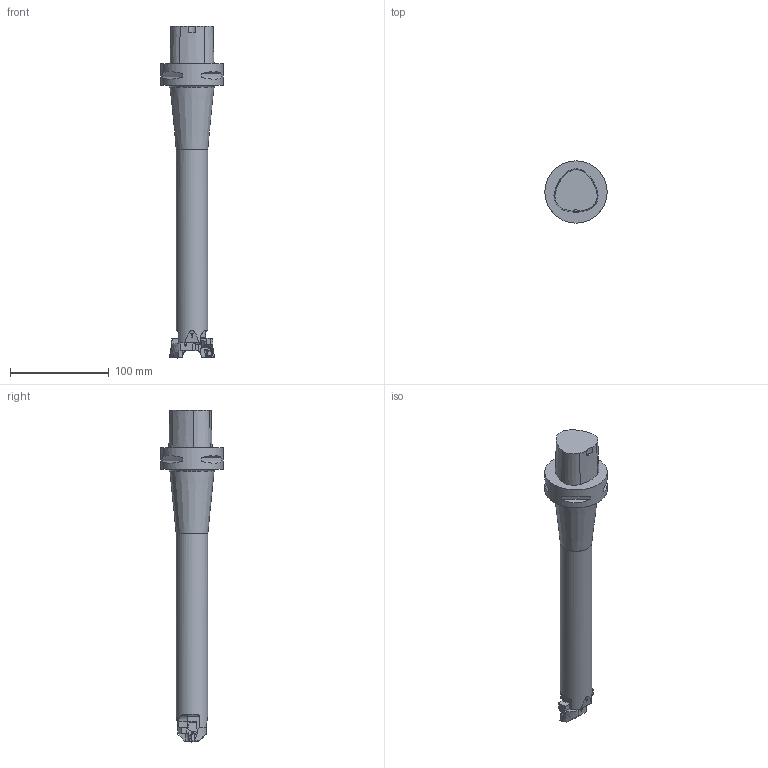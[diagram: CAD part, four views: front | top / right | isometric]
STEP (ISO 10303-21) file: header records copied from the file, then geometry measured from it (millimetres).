
FILE_DESCRIPTION(/* description */ (''),/* implementation_level */ '2;1');
FILE_NAME(/* name */ '1548168474688.stp',/* time_stamp */ '2019-01-22T15:48:12+01:00',/* author */ (''),/* organization */ ('SMS'),/* preprocessor_version */ 'ST-DEVELOPER v15',/* originating_system */ 'SIEMENS PLM Software NX 8.5',/* authorisation */ '');
FILE_SCHEMA (('AUTOMOTIVE_DESIGN { 1 0 10303 214 3 1 1 1 }'));
Length unit declared in the file: millimetre
Products named in the file (10): ASSEMBLY_CONSTRUCTION; 201029640mod000_00; 201012472mod000_00; 201028689mod000_00; 201108723mod000_00; 201029698mod000_01; 201028709mod000_01; 202019160mod000_00
Assembly tree (10 placements, depth 3):
  202019160mod000_00
    201028709mod000_01
      201028689mod000_00
      201012472mod000_00
      ASSEMBLY_CONSTRUCTION
    201029698mod000_01
      201029640mod000_00
      201012472mod000_00
      ASSEMBLY_CONSTRUCTION
    201108723mod000_00
    ASSEMBLY_CONSTRUCTION
Bounding box: 63 x 63 x 335.84 mm (x, y, z)
Volume: 359768.3 mm3; surface area: 46868.5 mm2
Topology: 5 solids, 5 shells, 270 faces, 689 edges, 472 vertices
Faces by surface type: plane 176, cone 34, cylinder 24, extrusion 18, torus 18
Full cylindrical faces by diameter (mm): 3.2 x4, 32 x1, 63 x1
Entity records: 7923 total; most frequent: CARTESIAN_POINT 1996, ORIENTED_EDGE 1138, DIRECTION 1102, EDGE_CURVE 569, VERTEX_POINT 390, AXIS2_PLACEMENT_3D 368, VECTOR 366, LINE 348
